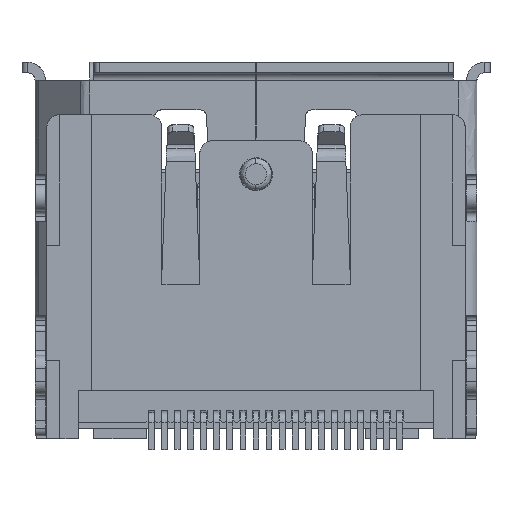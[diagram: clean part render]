
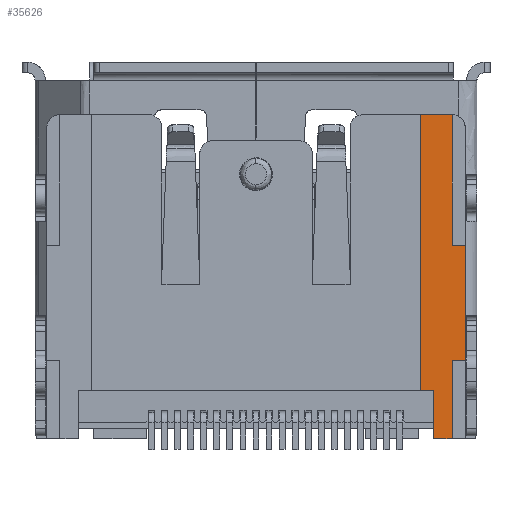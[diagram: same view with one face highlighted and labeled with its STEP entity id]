
A CAD part, front view. The second image highlights one B-rep face of the part: STEP entity #35626.
In plain terms, the highlighted free-form (B-spline) face has degree [1, 1] with [2, 2] control points.
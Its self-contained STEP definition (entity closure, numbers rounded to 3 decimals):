
#433 = CARTESIAN_POINT ( 'NONE',  ( 6.8, -3.3, -11.86 ) ) ;
#2498 = CARTESIAN_POINT ( 'NONE',  ( 7.5, -3.3, -10.69 ) ) ;
#2920 = B_SPLINE_CURVE_WITH_KNOTS ( 'NONE', 1,
 ( #39777, #433 ),
 .UNSPECIFIED., .F., .F.,
 ( 2, 2 ),
 ( 0., 1. ),
 .UNSPECIFIED. ) ;
#3248 = ORIENTED_EDGE ( 'NONE', *, *, #64441, .T. ) ;
#3601 = CARTESIAN_POINT ( 'NONE',  ( 7.5, -3.3, -6.3 ) ) ;
#3754 = EDGE_LOOP ( 'NONE', ( #5122, #30132, #3248, #47608, #45817, #37192, #55858, #5449, #30448, #19892 ) ) ;
#4798 = EDGE_CURVE ( 'NONE', #33036, #57784, #13308, .T. ) ;
#4906 = VERTEX_POINT ( 'NONE', #42789 ) ;
#5122 = ORIENTED_EDGE ( 'NONE', *, *, #52803, .T. ) ;
#5449 = ORIENTED_EDGE ( 'NONE', *, *, #48891, .T. ) ;
#6122 = CARTESIAN_POINT ( 'NONE',  ( 6.3, -3.3, -1.3 ) ) ;
#7396 = VERTEX_POINT ( 'NONE', #19017 ) ;
#7448 = CARTESIAN_POINT ( 'NONE',  ( 6.8, -3.3, -13.69 ) ) ;
#8399 = CARTESIAN_POINT ( 'NONE',  ( 6.3, -3.3, -13.69 ) ) ;
#10690 = CARTESIAN_POINT ( 'NONE',  ( 6.8, -3.3, -13.69 ) ) ;
#12065 = B_SPLINE_CURVE_WITH_KNOTS ( 'NONE', 1,
 ( #39722, #6122 ),
 .UNSPECIFIED., .F., .F.,
 ( 2, 2 ),
 ( 0., 1. ),
 .UNSPECIFIED. ) ;
#13308 = B_SPLINE_CURVE_WITH_KNOTS ( 'NONE', 1,
 ( #70545, #46782 ),
 .UNSPECIFIED., .F., .F.,
 ( 2, 2 ),
 ( 0., 1. ),
 .UNSPECIFIED. ) ;
#13382 = B_SPLINE_CURVE_WITH_KNOTS ( 'NONE', 1,
 ( #2498, #70855 ),
 .UNSPECIFIED., .F., .F.,
 ( 2, 2 ),
 ( 0., 1. ),
 .UNSPECIFIED. ) ;
#14739 = CARTESIAN_POINT ( 'NONE',  ( 8., -3.3, -13.69 ) ) ;
#19017 = CARTESIAN_POINT ( 'NONE',  ( 7.5, -3.3, -13.69 ) ) ;
#19892 = ORIENTED_EDGE ( 'NONE', *, *, #40714, .F. ) ;
#19999 = EDGE_CURVE ( 'NONE', #52760, #28885, #48068, .T. ) ;
#20073 = VERTEX_POINT ( 'NONE', #72838 ) ;
#22396 = CARTESIAN_POINT ( 'NONE',  ( 6.3, -3.3, -1.3 ) ) ;
#23903 = CARTESIAN_POINT ( 'NONE',  ( 8., -3.3, -10.69 ) ) ;
#27751 = EDGE_CURVE ( 'NONE', #28885, #7396, #13382, .T. ) ;
#28885 = VERTEX_POINT ( 'NONE', #31709 ) ;
#30132 = ORIENTED_EDGE ( 'NONE', *, *, #4798, .F. ) ;
#30448 = ORIENTED_EDGE ( 'NONE', *, *, #34691, .F. ) ;
#31709 = CARTESIAN_POINT ( 'NONE',  ( 7.5, -3.3, -10.69 ) ) ;
#33036 = VERTEX_POINT ( 'NONE', #59639 ) ;
#34691 = EDGE_CURVE ( 'NONE', #56155, #36295, #72613, .T. ) ;
#35626 = ADVANCED_FACE ( 'NONE', ( #42404 ), #43357, .T. ) ;
#36295 = VERTEX_POINT ( 'NONE', #10690 ) ;
#36736 = B_SPLINE_CURVE_WITH_KNOTS ( 'NONE', 1,
 ( #53338, #70194 ),
 .UNSPECIFIED., .F., .F.,
 ( 2, 2 ),
 ( 0., 1. ),
 .UNSPECIFIED. ) ;
#37192 = ORIENTED_EDGE ( 'NONE', *, *, #19999, .T. ) ;
#39270 = CARTESIAN_POINT ( 'NONE',  ( 6.8, -3.3, -11.86 ) ) ;
#39722 = CARTESIAN_POINT ( 'NONE',  ( 6.3, -3.3, -11.86 ) ) ;
#39777 = CARTESIAN_POINT ( 'NONE',  ( 6.3, -3.3, -11.86 ) ) ;
#39844 = B_SPLINE_CURVE_WITH_KNOTS ( 'NONE', 1,
 ( #54306, #44611 ),
 .UNSPECIFIED., .F., .F.,
 ( 2, 2 ),
 ( 0., 1. ),
 .UNSPECIFIED. ) ;
#40714 = EDGE_CURVE ( 'NONE', #69037, #56155, #2920, .T. ) ;
#40965 = CARTESIAN_POINT ( 'NONE',  ( 6.3, -3.3, -11.86 ) ) ;
#42404 = FACE_OUTER_BOUND ( 'NONE', #3754, .T. ) ;
#42789 = CARTESIAN_POINT ( 'NONE',  ( 7.5, -3.3, -6.3 ) ) ;
#43357 = B_SPLINE_SURFACE_WITH_KNOTS ( 'NONE', 1, 1, ( 
 ( #8399, #14739 ),
 ( #48455, #70723 ) ),
 .UNSPECIFIED., .F., .F., .F.,
 ( 2, 2 ),
 ( 2, 2 ),
 ( 0., 1. ),
 ( 0., 1. ),
 .UNSPECIFIED. ) ;
#44611 = CARTESIAN_POINT ( 'NONE',  ( 7.5, -3.3, -6.3 ) ) ;
#44854 = CARTESIAN_POINT ( 'NONE',  ( 7.5, -3.3, -10.69 ) ) ;
#45817 = ORIENTED_EDGE ( 'NONE', *, *, #61429, .T. ) ;
#46676 = CARTESIAN_POINT ( 'NONE',  ( 8., -3.3, -6.3 ) ) ;
#46782 = CARTESIAN_POINT ( 'NONE',  ( 6.3, -3.3, -1.3 ) ) ;
#47608 = ORIENTED_EDGE ( 'NONE', *, *, #50734, .T. ) ;
#48068 = B_SPLINE_CURVE_WITH_KNOTS ( 'NONE', 1,
 ( #50791, #44854 ),
 .UNSPECIFIED., .F., .F.,
 ( 2, 2 ),
 ( 0., 1. ),
 .UNSPECIFIED. ) ;
#48455 = CARTESIAN_POINT ( 'NONE',  ( 6.3, -3.3, -1.3 ) ) ;
#48891 = EDGE_CURVE ( 'NONE', #7396, #36295, #36736, .T. ) ;
#50734 = EDGE_CURVE ( 'NONE', #4906, #20073, #61506, .T. ) ;
#50791 = CARTESIAN_POINT ( 'NONE',  ( 8., -3.3, -10.69 ) ) ;
#52760 = VERTEX_POINT ( 'NONE', #73719 ) ;
#52803 = EDGE_CURVE ( 'NONE', #69037, #57784, #12065, .T. ) ;
#53338 = CARTESIAN_POINT ( 'NONE',  ( 7.5, -3.3, -13.69 ) ) ;
#54306 = CARTESIAN_POINT ( 'NONE',  ( 7.5, -3.3, -1.3 ) ) ;
#54446 = B_SPLINE_CURVE_WITH_KNOTS ( 'NONE', 1,
 ( #46676, #23903 ),
 .UNSPECIFIED., .F., .F.,
 ( 2, 2 ),
 ( 0., 1. ),
 .UNSPECIFIED. ) ;
#55858 = ORIENTED_EDGE ( 'NONE', *, *, #27751, .T. ) ;
#56155 = VERTEX_POINT ( 'NONE', #39270 ) ;
#57784 = VERTEX_POINT ( 'NONE', #22396 ) ;
#58973 = CARTESIAN_POINT ( 'NONE',  ( 6.8, -3.3, -11.86 ) ) ;
#59639 = CARTESIAN_POINT ( 'NONE',  ( 7.5, -3.3, -1.3 ) ) ;
#61429 = EDGE_CURVE ( 'NONE', #20073, #52760, #54446, .T. ) ;
#61506 = B_SPLINE_CURVE_WITH_KNOTS ( 'NONE', 1,
 ( #3601, #61596 ),
 .UNSPECIFIED., .F., .F.,
 ( 2, 2 ),
 ( 0., 1. ),
 .UNSPECIFIED. ) ;
#61596 = CARTESIAN_POINT ( 'NONE',  ( 8., -3.3, -6.3 ) ) ;
#64441 = EDGE_CURVE ( 'NONE', #33036, #4906, #39844, .T. ) ;
#69037 = VERTEX_POINT ( 'NONE', #40965 ) ;
#70194 = CARTESIAN_POINT ( 'NONE',  ( 6.8, -3.3, -13.69 ) ) ;
#70545 = CARTESIAN_POINT ( 'NONE',  ( 7.5, -3.3, -1.3 ) ) ;
#70723 = CARTESIAN_POINT ( 'NONE',  ( 8., -3.3, -1.3 ) ) ;
#70855 = CARTESIAN_POINT ( 'NONE',  ( 7.5, -3.3, -13.69 ) ) ;
#72613 = B_SPLINE_CURVE_WITH_KNOTS ( 'NONE', 1,
 ( #58973, #7448 ),
 .UNSPECIFIED., .F., .F.,
 ( 2, 2 ),
 ( 0., 1. ),
 .UNSPECIFIED. ) ;
#72838 = CARTESIAN_POINT ( 'NONE',  ( 8., -3.3, -6.3 ) ) ;
#73719 = CARTESIAN_POINT ( 'NONE',  ( 8., -3.3, -10.69 ) ) ;
